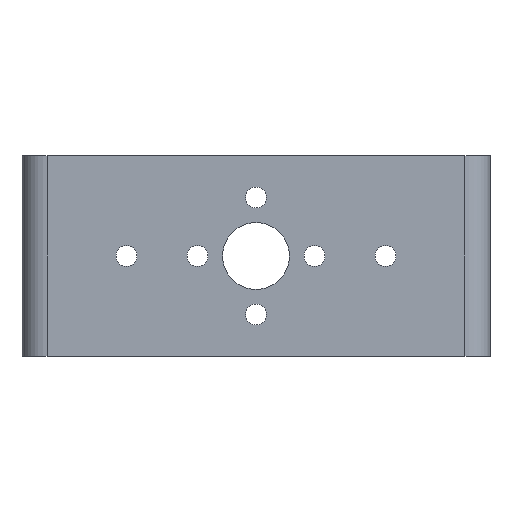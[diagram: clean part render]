
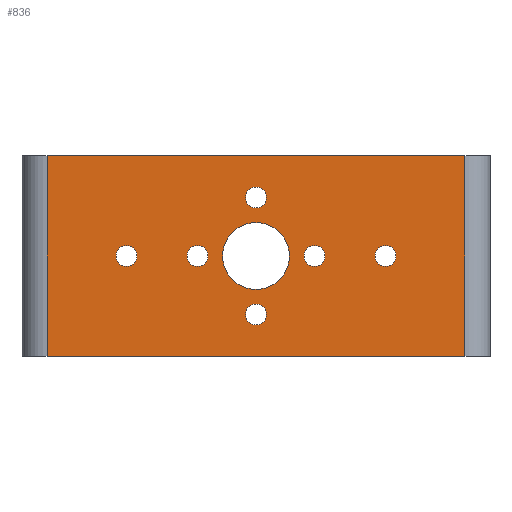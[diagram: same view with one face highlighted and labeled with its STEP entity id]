
A CAD part, front view. The second image highlights one B-rep face of the part: STEP entity #836.
In plain terms, the highlighted planar face has unit normal (0, -1, 0).
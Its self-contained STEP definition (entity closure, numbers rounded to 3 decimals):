
#83=FACE_BOUND('',#192,.T.);
#84=FACE_BOUND('',#193,.T.);
#85=FACE_BOUND('',#194,.T.);
#86=FACE_BOUND('',#195,.T.);
#87=FACE_BOUND('',#196,.T.);
#88=FACE_BOUND('',#197,.T.);
#89=FACE_BOUND('',#198,.T.);
#107=FACE_OUTER_BOUND('',#191,.T.);
#191=EDGE_LOOP('',(#684,#685,#686,#687));
#192=EDGE_LOOP('',(#688));
#193=EDGE_LOOP('',(#689));
#194=EDGE_LOOP('',(#690));
#195=EDGE_LOOP('',(#691));
#196=EDGE_LOOP('',(#692));
#197=EDGE_LOOP('',(#693));
#198=EDGE_LOOP('',(#694));
#277=CIRCLE('',#947,1.25);
#278=CIRCLE('',#948,1.25);
#279=CIRCLE('',#949,1.25);
#280=CIRCLE('',#950,1.25);
#281=CIRCLE('',#951,1.25);
#282=CIRCLE('',#952,1.25);
#283=CIRCLE('',#953,4.);
#303=LINE('',#1366,#358);
#307=LINE('',#1377,#362);
#313=LINE('',#1405,#368);
#314=LINE('',#1407,#369);
#358=VECTOR('',#1100,50.);
#362=VECTOR('',#1112,50.);
#368=VECTOR('',#1148,24.);
#369=VECTOR('',#1151,24.);
#442=VERTEX_POINT('',#1350);
#444=VERTEX_POINT('',#1358);
#446=VERTEX_POINT('',#1365);
#448=VERTEX_POINT('',#1371);
#457=VERTEX_POINT('',#1408);
#458=VERTEX_POINT('',#1410);
#459=VERTEX_POINT('',#1412);
#460=VERTEX_POINT('',#1414);
#461=VERTEX_POINT('',#1416);
#462=VERTEX_POINT('',#1418);
#463=VERTEX_POINT('',#1420);
#523=EDGE_CURVE('',#444,#446,#303,.T.);
#529=EDGE_CURVE('',#442,#448,#307,.T.);
#544=EDGE_CURVE('',#442,#444,#313,.T.);
#545=EDGE_CURVE('',#448,#446,#314,.T.);
#546=EDGE_CURVE('',#457,#457,#277,.T.);
#547=EDGE_CURVE('',#458,#458,#278,.T.);
#548=EDGE_CURVE('',#459,#459,#279,.T.);
#549=EDGE_CURVE('',#460,#460,#280,.T.);
#550=EDGE_CURVE('',#461,#461,#281,.T.);
#551=EDGE_CURVE('',#462,#462,#282,.T.);
#552=EDGE_CURVE('',#463,#463,#283,.T.);
#684=ORIENTED_EDGE('',*,*,#523,.T.);
#685=ORIENTED_EDGE('',*,*,#545,.F.);
#686=ORIENTED_EDGE('',*,*,#529,.F.);
#687=ORIENTED_EDGE('',*,*,#544,.T.);
#688=ORIENTED_EDGE('',*,*,#546,.T.);
#689=ORIENTED_EDGE('',*,*,#547,.T.);
#690=ORIENTED_EDGE('',*,*,#548,.T.);
#691=ORIENTED_EDGE('',*,*,#549,.T.);
#692=ORIENTED_EDGE('',*,*,#550,.T.);
#693=ORIENTED_EDGE('',*,*,#551,.T.);
#694=ORIENTED_EDGE('',*,*,#552,.T.);
#817=PLANE('',#946);
#836=ADVANCED_FACE('',(#107,#83,#84,#85,#86,#87,#88,#89),#817,.F.);
#946=AXIS2_PLACEMENT_3D('',#1406,#1149,#1150);
#947=AXIS2_PLACEMENT_3D('',#1409,#1152,#1153);
#948=AXIS2_PLACEMENT_3D('',#1411,#1154,#1155);
#949=AXIS2_PLACEMENT_3D('',#1413,#1156,#1157);
#950=AXIS2_PLACEMENT_3D('',#1415,#1158,#1159);
#951=AXIS2_PLACEMENT_3D('',#1417,#1160,#1161);
#952=AXIS2_PLACEMENT_3D('',#1419,#1162,#1163);
#953=AXIS2_PLACEMENT_3D('',#1421,#1164,#1165);
#1100=DIRECTION('',(1.,0.,0.));
#1112=DIRECTION('',(1.,0.,0.));
#1148=DIRECTION('',(0.,0.,-1.));
#1149=DIRECTION('center_axis',(0.,1.,0.));
#1150=DIRECTION('ref_axis',(0.,0.,1.));
#1151=DIRECTION('',(0.,0.,-1.));
#1152=DIRECTION('center_axis',(0.,1.,0.));
#1153=DIRECTION('ref_axis',(0.,0.,1.));
#1154=DIRECTION('center_axis',(0.,1.,0.));
#1155=DIRECTION('ref_axis',(0.,0.,1.));
#1156=DIRECTION('center_axis',(0.,1.,0.));
#1157=DIRECTION('ref_axis',(0.,0.,1.));
#1158=DIRECTION('center_axis',(0.,1.,0.));
#1159=DIRECTION('ref_axis',(0.,0.,1.));
#1160=DIRECTION('center_axis',(0.,1.,0.));
#1161=DIRECTION('ref_axis',(0.,0.,1.));
#1162=DIRECTION('center_axis',(0.,1.,0.));
#1163=DIRECTION('ref_axis',(0.,0.,1.));
#1164=DIRECTION('center_axis',(0.,1.,0.));
#1165=DIRECTION('ref_axis',(0.,0.,1.));
#1350=CARTESIAN_POINT('',(-25.,0.,12.));
#1358=CARTESIAN_POINT('',(-25.,0.,-12.));
#1365=CARTESIAN_POINT('',(25.,0.,-12.));
#1366=CARTESIAN_POINT('',(-25.,0.,-12.));
#1371=CARTESIAN_POINT('',(25.,0.,12.));
#1377=CARTESIAN_POINT('',(-25.,0.,12.));
#1405=CARTESIAN_POINT('',(-25.,0.,12.));
#1406=CARTESIAN_POINT('Origin',(-28.,0.,12.));
#1407=CARTESIAN_POINT('',(25.,0.,12.));
#1408=CARTESIAN_POINT('',(0.,0.,-8.25));
#1409=CARTESIAN_POINT('Origin',(0.,0.,-7.));
#1410=CARTESIAN_POINT('',(7.,0.,-1.25));
#1411=CARTESIAN_POINT('Origin',(7.,0.,0.));
#1412=CARTESIAN_POINT('',(0.,0.,5.75));
#1413=CARTESIAN_POINT('Origin',(0.,0.,7.));
#1414=CARTESIAN_POINT('',(-7.,0.,-1.25));
#1415=CARTESIAN_POINT('Origin',(-7.,0.,0.));
#1416=CARTESIAN_POINT('',(-15.5,0.,-1.25));
#1417=CARTESIAN_POINT('Origin',(-15.5,0.,0.));
#1418=CARTESIAN_POINT('',(15.5,0.,-1.25));
#1419=CARTESIAN_POINT('Origin',(15.5,0.,0.));
#1420=CARTESIAN_POINT('',(0.,0.,-4.));
#1421=CARTESIAN_POINT('Origin',(0.,0.,0.));
